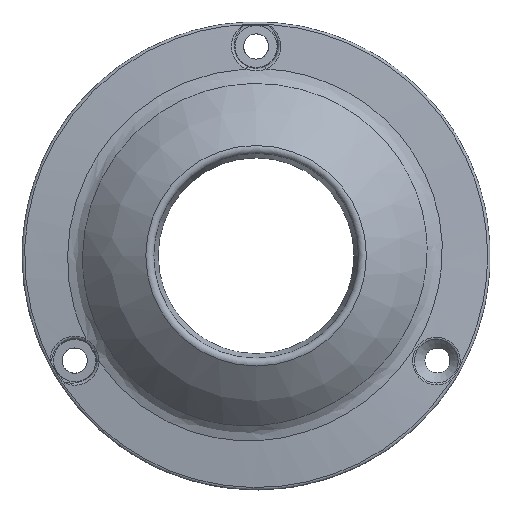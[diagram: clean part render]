
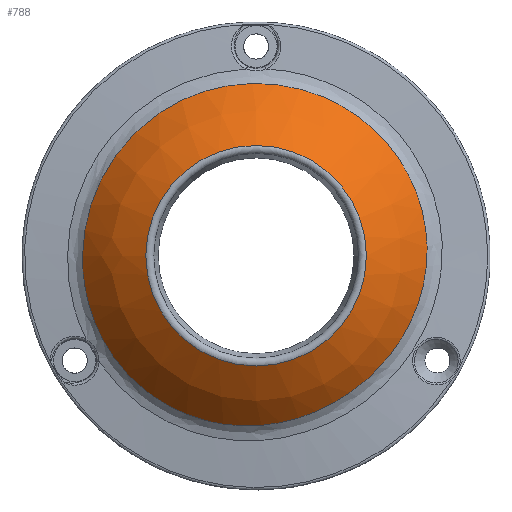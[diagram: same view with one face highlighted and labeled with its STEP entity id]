
A CAD part, top view. The second image highlights one B-rep face of the part: STEP entity #788.
In plain terms, the highlighted spherical face has radius 20.25 mm.
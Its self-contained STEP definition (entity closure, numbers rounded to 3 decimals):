
#15=SPHERICAL_SURFACE('',#861,20.25);
#67=CIRCLE('',#854,10.136);
#68=CIRCLE('',#855,10.136);
#73=CIRCLE('',#862,20.25);
#114=FACE_OUTER_BOUND('',#168,.T.);
#168=EDGE_LOOP('',(#597,#598,#599,#600,#601,#602));
#279=B_SPLINE_CURVE_WITH_KNOTS('',3,(#1744,#1745,#1746,#1747,#1748,#1749,
#1750,#1751,#1752,#1753,#1754,#1755,#1756,#1757,#1758,#1759,#1760,#1761,
#1762,#1763),.UNSPECIFIED.,.F.,.F.,(4,1,2,1,1,1,2,1,1,1,2,1,1,1,4),(-9.855,
-8.938,-8.022,-7.432,-6.842,
-6.252,-5.662,-5.057,-4.451,
-3.997,-3.241,-2.602,-1.964,
-1.325,-0.708),.UNSPECIFIED.);
#280=B_SPLINE_CURVE_WITH_KNOTS('',3,(#1764,#1765,#1766,#1767,#1768,#1769),
 .UNSPECIFIED.,.F.,.F.,(4,2,4),(-0.708,-0.687,0.),
 .UNSPECIFIED.);
#349=VERTEX_POINT('',#1727);
#350=VERTEX_POINT('',#1728);
#354=VERTEX_POINT('',#1741);
#355=VERTEX_POINT('',#1743);
#440=EDGE_CURVE('',#349,#350,#67,.T.);
#441=EDGE_CURVE('',#350,#349,#68,.T.);
#447=EDGE_CURVE('',#350,#354,#73,.T.);
#448=EDGE_CURVE('',#355,#354,#279,.T.);
#449=EDGE_CURVE('',#354,#355,#280,.T.);
#597=ORIENTED_EDGE('',*,*,#440,.F.);
#598=ORIENTED_EDGE('',*,*,#441,.F.);
#599=ORIENTED_EDGE('',*,*,#447,.T.);
#600=ORIENTED_EDGE('',*,*,#448,.F.);
#601=ORIENTED_EDGE('',*,*,#449,.F.);
#602=ORIENTED_EDGE('',*,*,#447,.F.);
#788=ADVANCED_FACE('',(#114),#15,.T.);
#854=AXIS2_PLACEMENT_3D('',#1729,#957,#958);
#855=AXIS2_PLACEMENT_3D('',#1730,#959,#960);
#861=AXIS2_PLACEMENT_3D('',#1740,#972,#973);
#862=AXIS2_PLACEMENT_3D('',#1742,#974,#975);
#957=DIRECTION('center_axis',(0.,0.,1.));
#958=DIRECTION('ref_axis',(-1.,0.,0.));
#959=DIRECTION('center_axis',(0.,0.,1.));
#960=DIRECTION('ref_axis',(-1.,0.,0.));
#972=DIRECTION('center_axis',(0.,0.,1.));
#973=DIRECTION('ref_axis',(1.,0.,0.));
#974=DIRECTION('center_axis',(0.,-1.,0.));
#975=DIRECTION('ref_axis',(-1.,0.,0.));
#1727=CARTESIAN_POINT('',(-31.014,8.35,19.181));
#1728=CARTESIAN_POINT('',(-51.286,8.35,19.181));
#1729=CARTESIAN_POINT('Origin',(-41.15,8.35,19.181));
#1730=CARTESIAN_POINT('Origin',(-41.15,8.35,19.181));
#1740=CARTESIAN_POINT('Origin',(-41.15,8.35,1.65));
#1741=CARTESIAN_POINT('',(-57.093,8.35,14.136));
#1742=CARTESIAN_POINT('Origin',(-41.15,8.35,1.65));
#1743=CARTESIAN_POINT('',(-55.449,15.224,14.233));
#1744=CARTESIAN_POINT('Ctrl Pts',(-55.449,15.224,14.233));
#1745=CARTESIAN_POINT('Ctrl Pts',(-54.102,17.986,14.255));
#1746=CARTESIAN_POINT('Ctrl Pts',(-49.797,22.727,14.243));
#1747=CARTESIAN_POINT('Ctrl Pts',(-43.579,24.309,14.262));
#1748=CARTESIAN_POINT('Ctrl Pts',(-38.534,24.095,14.266));
#1749=CARTESIAN_POINT('Ctrl Pts',(-34.608,23.207,14.244));
#1750=CARTESIAN_POINT('Ctrl Pts',(-29.621,19.797,14.226));
#1751=CARTESIAN_POINT('Ctrl Pts',(-26.241,14.787,14.236));
#1752=CARTESIAN_POINT('Ctrl Pts',(-25.429,10.834,14.326));
#1753=CARTESIAN_POINT('Ctrl Pts',(-25.428,6.83,14.483));
#1754=CARTESIAN_POINT('Ctrl Pts',(-26.282,2.783,14.716));
#1755=CARTESIAN_POINT('Ctrl Pts',(-29.465,-1.909,14.988));
#1756=CARTESIAN_POINT('Ctrl Pts',(-34.28,-5.716,14.987));
#1757=CARTESIAN_POINT('Ctrl Pts',(-38.222,-7.035,14.738));
#1758=CARTESIAN_POINT('Ctrl Pts',(-42.877,-7.401,14.44));
#1759=CARTESIAN_POINT('Ctrl Pts',(-47.209,-6.831,14.183));
#1760=CARTESIAN_POINT('Ctrl Pts',(-52.782,-3.351,13.981));
#1761=CARTESIAN_POINT('Ctrl Pts',(-56.376,2.057,13.992));
#1762=CARTESIAN_POINT('Ctrl Pts',(-57.124,6.283,14.096));
#1763=CARTESIAN_POINT('Ctrl Pts',(-57.093,8.35,14.136));
#1764=CARTESIAN_POINT('Ctrl Pts',(-57.093,8.35,14.136));
#1765=CARTESIAN_POINT('Ctrl Pts',(-57.092,8.422,14.138));
#1766=CARTESIAN_POINT('Ctrl Pts',(-57.09,8.494,14.139));
#1767=CARTESIAN_POINT('Ctrl Pts',(-57.022,10.868,14.185));
#1768=CARTESIAN_POINT('Ctrl Pts',(-56.459,13.155,14.216));
#1769=CARTESIAN_POINT('Ctrl Pts',(-55.449,15.224,14.233));
